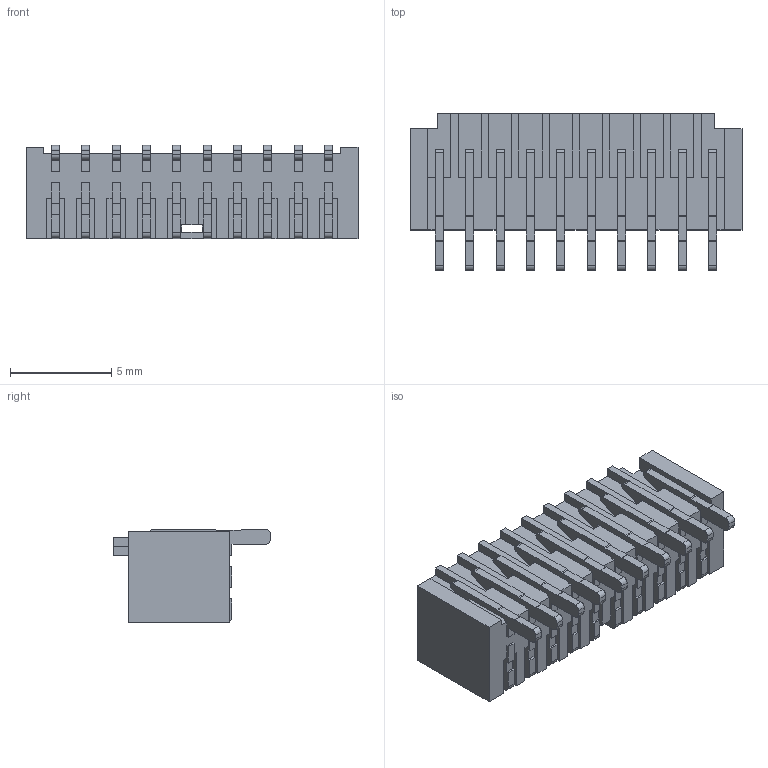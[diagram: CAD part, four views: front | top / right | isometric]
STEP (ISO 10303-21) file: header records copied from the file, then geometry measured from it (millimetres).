
FILE_DESCRIPTION((''),'2;1');
FILE_NAME('FWF15008-S10B24W5M','2024-12-19T',('工程三'),(''),'PRO/ENGINEER BY PARAMETRIC TECHNOLOGY CORPORATION, 2010280','PRO/ENGINEER BY PARAMETRIC TECHNOLOGY CORPORATION, 2010280','');
FILE_SCHEMA(('CONFIG_CONTROL_DESIGN'));
Length unit declared in the file: millimetre
Products named in the file (1): FWF15008-S10B24W5M
Bounding box: 16.4 x 7.75 x 4.6 mm (x, y, z)
Volume: 196.9 mm3; surface area: 763.7 mm2
Topology: 1 solids, 1 shells, 534 faces, 1554 edges, 1020 vertices
Faces by surface type: plane 484, cylinder 50
Entity records: 17376 total; most frequent: CARTESIAN_POINT 3108, ORIENTED_EDGE 3108, DIRECTION 2722, EDGE_CURVE 1554, VECTOR 1454, LINE 1454, VERTEX_POINT 1020, AXIS2_PLACEMENT_3D 634
